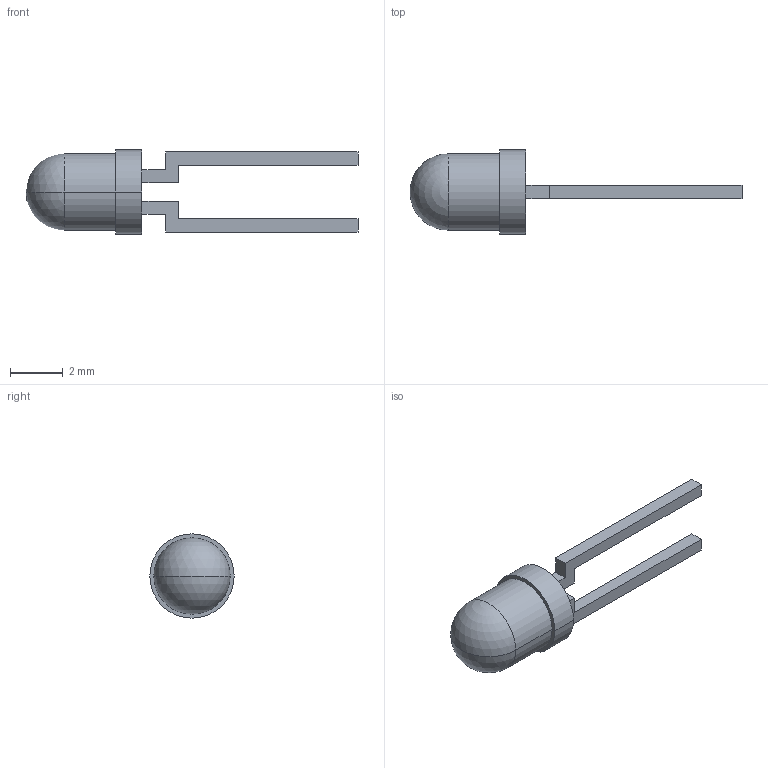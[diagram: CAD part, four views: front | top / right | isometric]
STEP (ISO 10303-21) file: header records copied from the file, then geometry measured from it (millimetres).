
FILE_DESCRIPTION (( 'STEP AP214' ), '1' );
FILE_NAME ('LED.STEP', '2020-04-02T00:36:28', ( '' ), ( '' ), 'SwSTEP 2.0', 'SolidWorks 2019', '' );
FILE_SCHEMA (( 'AUTOMOTIVE_DESIGN' ));
Length unit declared in the file: millimetre
Products named in the file (4): LED; IR.stp; PCBA_ASM.stp; fl-remote_4-1-2020-1.stp
Assembly tree (3 placements, depth 4):
  LED
    fl-remote_4-1-2020-1.stp
      PCBA_ASM.stp
        IR.stp
Bounding box: 12.61 x 3.2 x 3.2 mm (x, y, z)
Volume: 31.7 mm3; surface area: 86 mm2
Topology: 1 solids, 1 shells, 26 faces, 65 edges, 42 vertices
Faces by surface type: plane 20, cylinder 4, sphere 2
Entity records: 856 total; most frequent: DIRECTION 138, CARTESIAN_POINT 135, ORIENTED_EDGE 122, EDGE_CURVE 61, VECTOR 52, LINE 52, AXIS2_PLACEMENT_3D 43, VERTEX_POINT 40
